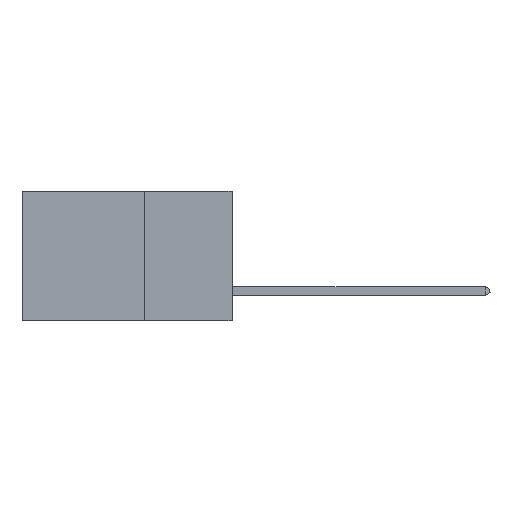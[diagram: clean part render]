
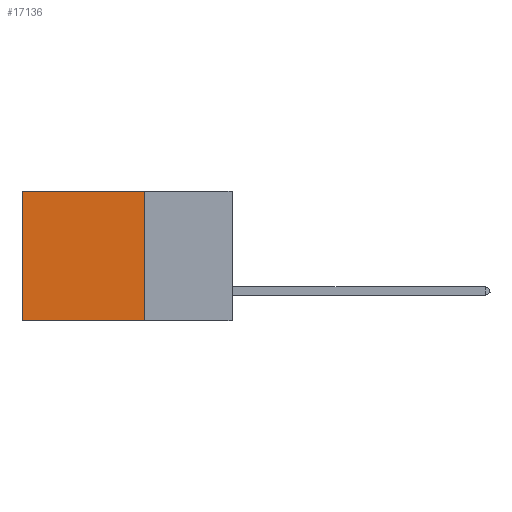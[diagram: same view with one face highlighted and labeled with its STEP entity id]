
A CAD part, left-side view. The second image highlights one B-rep face of the part: STEP entity #17136.
In plain terms, the highlighted planar face has unit normal (-1, 0, 0).
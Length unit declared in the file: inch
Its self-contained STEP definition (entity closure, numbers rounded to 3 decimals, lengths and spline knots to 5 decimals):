
#2437 = LINE ( 'NONE', #29935, #26611 ) ;
#3067 = CARTESIAN_POINT ( 'NONE',  ( 0.2875, 0.25, 0. ) ) ;
#4722 = CARTESIAN_POINT ( 'NONE',  ( 0.2875, 0.25, -0.37 ) ) ;
#6316 = ORIENTED_EDGE ( 'NONE', *, *, #19134, .F. ) ;
#7487 = CARTESIAN_POINT ( 'NONE',  ( 0.2875, 0.25, 0. ) ) ;
#8326 = VECTOR ( 'NONE', #10218, 39.37008 ) ;
#10140 = EDGE_CURVE ( 'NONE', #34483, #30854, #16419, .T. ) ;
#10218 = DIRECTION ( 'NONE',  ( 0., 1., 0. ) ) ;
#11991 = ORIENTED_EDGE ( 'NONE', *, *, #27270, .F. ) ;
#12296 = EDGE_LOOP ( 'NONE', ( #19625, #6316, #11991, #20714 ) ) ;
#12722 = FACE_OUTER_BOUND ( 'NONE', #12296, .T. ) ;
#12875 = CARTESIAN_POINT ( 'NONE',  ( 0.2875, 0.6, -0.37 ) ) ;
#12897 = CARTESIAN_POINT ( 'NONE',  ( 0.2875, 0.25, -0.37 ) ) ;
#13940 = CARTESIAN_POINT ( 'NONE',  ( 0.2875, 0.6, 0. ) ) ;
#15966 = EDGE_CURVE ( 'NONE', #30854, #21240, #19570, .T. ) ;
#16106 = DIRECTION ( 'NONE',  ( 0., 0., -1. ) ) ;
#16419 = LINE ( 'NONE', #17991, #8326 ) ;
#17136 = ADVANCED_FACE ( 'NONE', ( #12722 ), #19323, .F. ) ;
#17991 = CARTESIAN_POINT ( 'NONE',  ( 0.2875, 0.25, 0. ) ) ;
#19046 = AXIS2_PLACEMENT_3D ( 'NONE', #3067, #30450, #22052 ) ;
#19134 = EDGE_CURVE ( 'NONE', #33855, #21240, #19737, .T. ) ;
#19323 = PLANE ( 'NONE',  #19046 ) ;
#19570 = LINE ( 'NONE', #13940, #31472 ) ;
#19625 = ORIENTED_EDGE ( 'NONE', *, *, #15966, .T. ) ;
#19737 = LINE ( 'NONE', #4722, #29905 ) ;
#20714 = ORIENTED_EDGE ( 'NONE', *, *, #10140, .T. ) ;
#21089 = CARTESIAN_POINT ( 'NONE',  ( 0.2875, 0.6, 0. ) ) ;
#21240 = VERTEX_POINT ( 'NONE', #12875 ) ;
#22052 = DIRECTION ( 'NONE',  ( 0., 0., -1. ) ) ;
#22730 = DIRECTION ( 'NONE',  ( 0., 0., -1. ) ) ;
#26611 = VECTOR ( 'NONE', #16106, 39.37008 ) ;
#26655 = DIRECTION ( 'NONE',  ( 0., 1., 0. ) ) ;
#27270 = EDGE_CURVE ( 'NONE', #34483, #33855, #2437, .T. ) ;
#29905 = VECTOR ( 'NONE', #26655, 39.37008 ) ;
#29935 = CARTESIAN_POINT ( 'NONE',  ( 0.2875, 0.25, 0. ) ) ;
#30450 = DIRECTION ( 'NONE',  ( 1., 0., 0. ) ) ;
#30854 = VERTEX_POINT ( 'NONE', #21089 ) ;
#31472 = VECTOR ( 'NONE', #22730, 39.37008 ) ;
#33855 = VERTEX_POINT ( 'NONE', #12897 ) ;
#34483 = VERTEX_POINT ( 'NONE', #7487 ) ;
